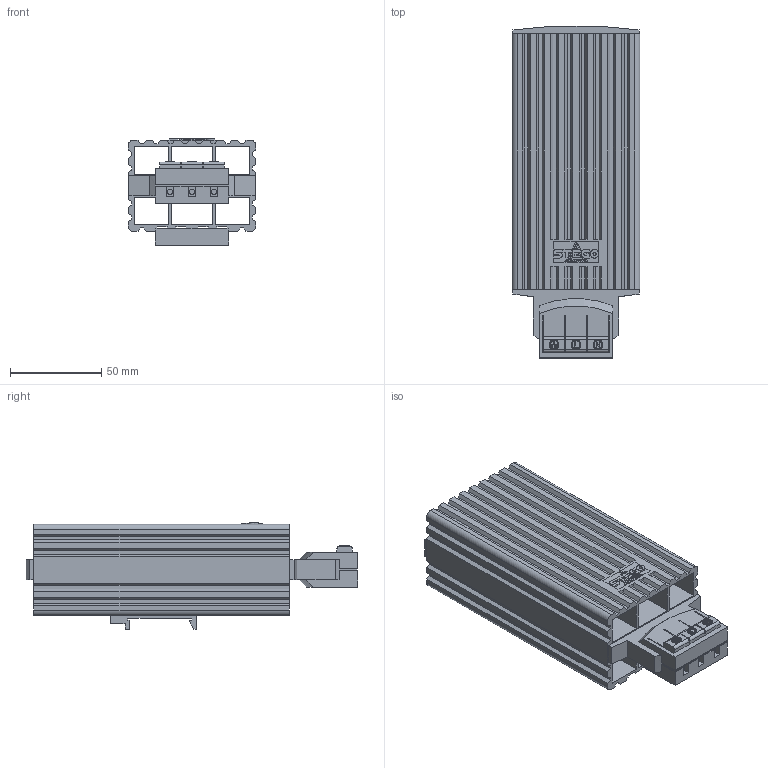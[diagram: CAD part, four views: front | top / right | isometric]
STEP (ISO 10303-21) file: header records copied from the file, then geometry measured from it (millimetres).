
FILE_DESCRIPTION (( 'STEP AP214' ), '1' );
FILE_NAME ('HG140_140mm_eplan_10_2012.STEP', '2012-10-26T12:08:22', ( 'Nutzer' ), ( '' ), 'SwSTEP 2.0', 'SolidWorks 2012', '' );
FILE_SCHEMA (( 'AUTOMOTIVE_DESIGN' ));
Length unit declared in the file: millimetre
Products named in the file (1): HG140_140mm_eplan_10_2012
Bounding box: 70 x 181.73 x 58.25 mm (x, y, z)
Volume: 248756.7 mm3; surface area: 112917.4 mm2
Topology: 10 solids, 10 shells, 501 faces, 1402 edges, 920 vertices
Faces by surface type: plane 420, bspline 46, cylinder 33, cone 2
Entity records: 16199 total; most frequent: CARTESIAN_POINT 3413, ORIENTED_EDGE 2804, DIRECTION 2288, EDGE_CURVE 1402, LINE 1234, VECTOR 1234, VERTEX_POINT 920, AXIS2_PLACEMENT_3D 527
